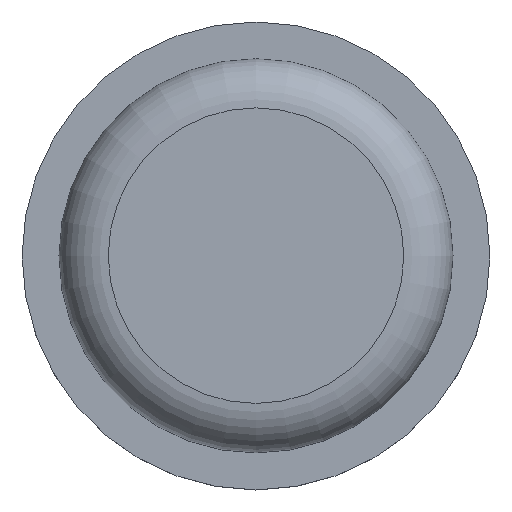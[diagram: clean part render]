
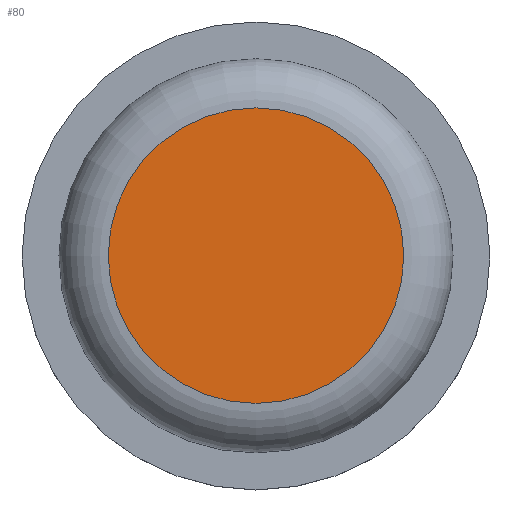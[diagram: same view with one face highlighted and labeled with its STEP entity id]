
A CAD part, top view. The second image highlights one B-rep face of the part: STEP entity #80.
In plain terms, the highlighted planar face has unit normal (0, 0, 1).
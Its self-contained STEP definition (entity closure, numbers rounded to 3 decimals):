
#29=FACE_OUTER_BOUND('',#36,.T.);
#36=EDGE_LOOP('',(#65));
#44=CIRCLE('',#105,3.);
#49=VERTEX_POINT('',#154);
#55=EDGE_CURVE('',#49,#49,#44,.T.);
#65=ORIENTED_EDGE('',*,*,#55,.F.);
#76=PLANE('',#106);
#80=ADVANCED_FACE('',(#29),#76,.T.);
#105=AXIS2_PLACEMENT_3D('',#156,#128,#129);
#106=AXIS2_PLACEMENT_3D('',#157,#130,#131);
#128=DIRECTION('center_axis',(0.,0.,-1.));
#129=DIRECTION('ref_axis',(-1.,0.,0.));
#130=DIRECTION('center_axis',(0.,0.,1.));
#131=DIRECTION('ref_axis',(-1.,0.,0.));
#154=CARTESIAN_POINT('',(77.695,38.658,7.69));
#156=CARTESIAN_POINT('Origin',(74.695,38.658,7.69));
#157=CARTESIAN_POINT('Origin',(74.695,38.658,7.69));
